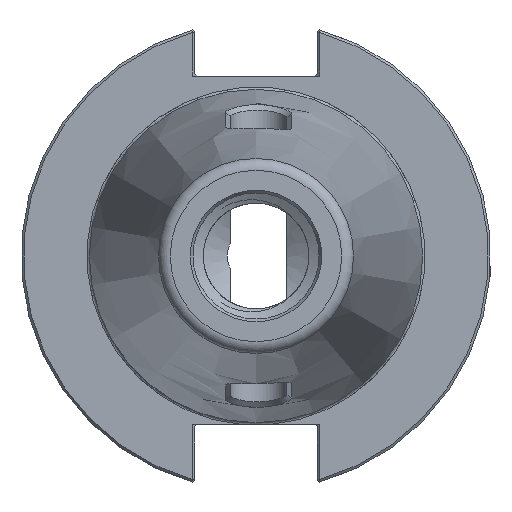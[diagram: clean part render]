
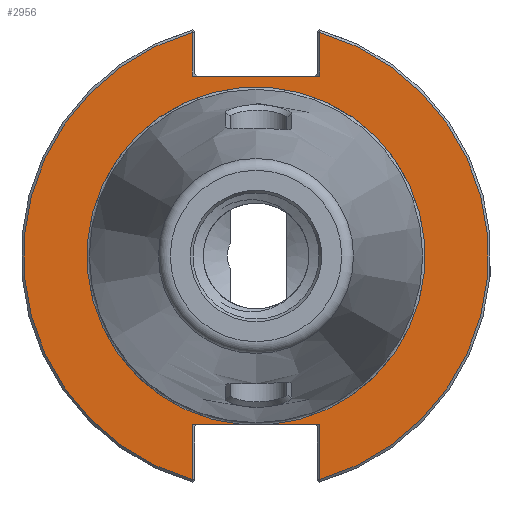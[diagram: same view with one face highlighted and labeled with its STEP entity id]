
A CAD part, left-side view. The second image highlights one B-rep face of the part: STEP entity #2956.
In plain terms, the highlighted planar face has unit normal (-1, 0, 0).
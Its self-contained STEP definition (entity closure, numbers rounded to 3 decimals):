
#124=PLANE('',#3153);
#216=FACE_OUTER_BOUND('',#389,.T.);
#389=EDGE_LOOP('',(#2229,#2230,#2231,#2232,#2233,#2234,#2235,#2236,#2237,
#2238));
#532=CIRCLE('',#3152,48.713);
#533=CIRCLE('',#3154,35.425);
#534=CIRCLE('',#3155,48.713);
#848=LINE('',#7171,#1014);
#849=LINE('',#7186,#1015);
#863=LINE('',#7574,#1029);
#867=LINE('',#7688,#1033);
#868=LINE('',#7692,#1034);
#869=LINE('',#7694,#1035);
#870=LINE('',#7695,#1036);
#1014=VECTOR('',#3402,10.);
#1015=VECTOR('',#3403,10.);
#1029=VECTOR('',#3427,10.);
#1033=VECTOR('',#3477,10.);
#1034=VECTOR('',#3480,10.);
#1035=VECTOR('',#3481,10.);
#1036=VECTOR('',#3482,10.);
#1211=VERTEX_POINT('',#7142);
#1219=VERTEX_POINT('',#7168);
#1220=VERTEX_POINT('',#7170);
#1222=VERTEX_POINT('',#7179);
#1254=VERTEX_POINT('',#7573);
#1271=VERTEX_POINT('',#7673);
#1273=VERTEX_POINT('',#7687);
#1274=VERTEX_POINT('',#7689);
#1275=VERTEX_POINT('',#7691);
#1276=VERTEX_POINT('',#7693);
#1551=EDGE_CURVE('',#1220,#1219,#848,.T.);
#1554=EDGE_CURVE('',#1211,#1222,#849,.T.);
#1599=EDGE_CURVE('',#1211,#1254,#863,.T.);
#1626=EDGE_CURVE('',#1271,#1254,#532,.T.);
#1629=EDGE_CURVE('',#1220,#1222,#533,.T.);
#1630=EDGE_CURVE('',#1273,#1219,#867,.T.);
#1631=EDGE_CURVE('',#1273,#1274,#534,.T.);
#1632=EDGE_CURVE('',#1275,#1274,#868,.T.);
#1633=EDGE_CURVE('',#1275,#1276,#869,.T.);
#1634=EDGE_CURVE('',#1271,#1276,#870,.T.);
#2229=ORIENTED_EDGE('',*,*,#1599,.F.);
#2230=ORIENTED_EDGE('',*,*,#1554,.T.);
#2231=ORIENTED_EDGE('',*,*,#1629,.F.);
#2232=ORIENTED_EDGE('',*,*,#1551,.T.);
#2233=ORIENTED_EDGE('',*,*,#1630,.F.);
#2234=ORIENTED_EDGE('',*,*,#1631,.T.);
#2235=ORIENTED_EDGE('',*,*,#1632,.F.);
#2236=ORIENTED_EDGE('',*,*,#1633,.T.);
#2237=ORIENTED_EDGE('',*,*,#1634,.F.);
#2238=ORIENTED_EDGE('',*,*,#1626,.T.);
#2956=ADVANCED_FACE('',(#216),#124,.T.);
#3152=AXIS2_PLACEMENT_3D('',#7674,#3471,#3472);
#3153=AXIS2_PLACEMENT_3D('',#7685,#3473,#3474);
#3154=AXIS2_PLACEMENT_3D('',#7686,#3475,#3476);
#3155=AXIS2_PLACEMENT_3D('',#7690,#3478,#3479);
#3402=DIRECTION('',(0.,-1.,0.));
#3403=DIRECTION('',(0.,-1.,0.));
#3427=DIRECTION('',(0.,0.,-1.));
#3471=DIRECTION('center_axis',(-1.,0.,0.));
#3472=DIRECTION('ref_axis',(0.,0.,1.));
#3473=DIRECTION('center_axis',(-1.,0.,0.));
#3474=DIRECTION('ref_axis',(0.,0.,1.));
#3475=DIRECTION('center_axis',(-1.,0.,0.));
#3476=DIRECTION('ref_axis',(0.,0.,1.));
#3477=DIRECTION('',(0.,0.,1.));
#3478=DIRECTION('center_axis',(-1.,0.,0.));
#3479=DIRECTION('ref_axis',(0.,0.,1.));
#3480=DIRECTION('',(0.,0.,1.));
#3481=DIRECTION('',(0.,1.,0.));
#3482=DIRECTION('',(0.,0.,-1.));
#7142=CARTESIAN_POINT('',(3.175,13.325,-35.3));
#7168=CARTESIAN_POINT('',(3.175,-13.325,-35.3));
#7170=CARTESIAN_POINT('',(3.175,-2.973,-35.3));
#7171=CARTESIAN_POINT('',(3.175,0.,-35.3));
#7179=CARTESIAN_POINT('',(3.175,2.973,-35.3));
#7186=CARTESIAN_POINT('',(3.175,0.,-35.3));
#7573=CARTESIAN_POINT('',(3.175,13.325,-46.855));
#7574=CARTESIAN_POINT('',(3.175,13.325,-6.894));
#7673=CARTESIAN_POINT('',(3.175,13.325,46.855));
#7674=CARTESIAN_POINT('Origin',(3.175,0.,0.));
#7685=CARTESIAN_POINT('Origin',(3.175,0.,35.425));
#7686=CARTESIAN_POINT('Origin',(3.175,0.,0.));
#7687=CARTESIAN_POINT('',(3.175,-13.325,-46.855));
#7688=CARTESIAN_POINT('',(3.175,-13.325,-6.894));
#7689=CARTESIAN_POINT('',(3.175,-13.325,46.855));
#7690=CARTESIAN_POINT('Origin',(3.175,0.,0.));
#7691=CARTESIAN_POINT('',(3.175,-13.325,37.7));
#7692=CARTESIAN_POINT('',(3.175,-13.325,42.319));
#7693=CARTESIAN_POINT('',(3.175,13.325,37.7));
#7694=CARTESIAN_POINT('',(3.175,0.,37.7));
#7695=CARTESIAN_POINT('',(3.175,13.325,42.319));
